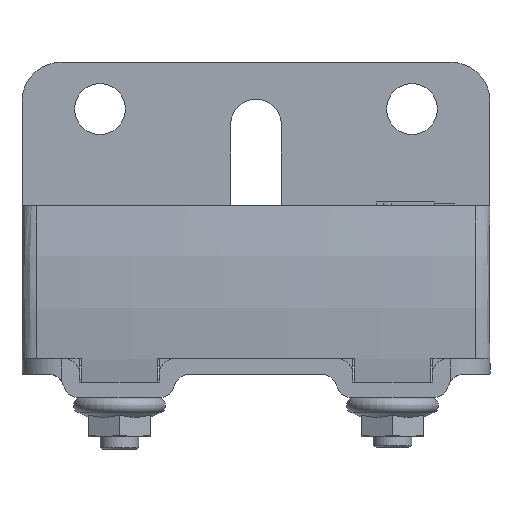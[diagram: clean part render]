
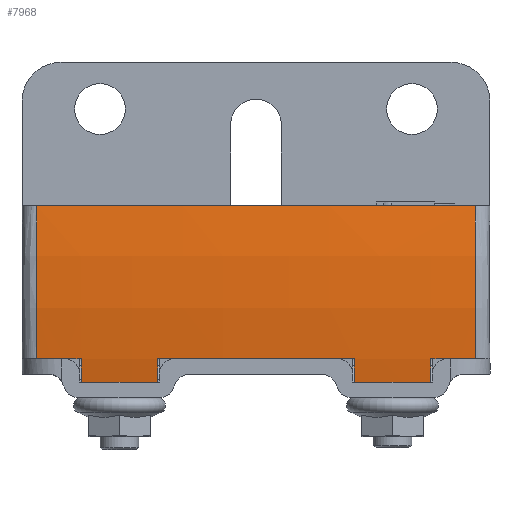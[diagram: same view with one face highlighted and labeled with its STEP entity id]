
A CAD part, front view. The second image highlights one B-rep face of the part: STEP entity #7968.
In plain terms, the highlighted toroidal (fillet/blend) face has major radius 385.02 mm and minor radius 65.48 mm.
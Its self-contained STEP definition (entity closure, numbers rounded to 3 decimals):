
#121=TOROIDAL_SURFACE('',#8599,385.02,65.48);
#292=B_SPLINE_CURVE_WITH_KNOTS('',3,(#13806,#13807,#13808,#13809),
 .UNSPECIFIED.,.F.,.F.,(4,4),(-2.415,-0.511),
 .UNSPECIFIED.);
#293=B_SPLINE_CURVE_WITH_KNOTS('',3,(#13811,#13812,#13813,#13814),
 .UNSPECIFIED.,.F.,.F.,(4,4),(-2.102,-0.198),
 .UNSPECIFIED.);
#294=B_SPLINE_CURVE_WITH_KNOTS('',3,(#13816,#13817,#13818,#13819),
 .UNSPECIFIED.,.F.,.F.,(4,4),(37.739,38.037),
 .UNSPECIFIED.);
#295=B_SPLINE_CURVE_WITH_KNOTS('',3,(#13822,#13823,#13824,#13825),
 .UNSPECIFIED.,.F.,.F.,(4,4),(0.786,1.084),
 .UNSPECIFIED.);
#296=B_SPLINE_CURVE_WITH_KNOTS('',3,(#13827,#13828,#13829,#13830),
 .UNSPECIFIED.,.F.,.F.,(4,4),(-1.084,-0.786),
 .UNSPECIFIED.);
#297=B_SPLINE_CURVE_WITH_KNOTS('',3,(#13833,#13834,#13835,#13836),
 .UNSPECIFIED.,.F.,.F.,(4,4),(0.786,1.084),
 .UNSPECIFIED.);
#986=FACE_OUTER_BOUND('',#1446,.T.);
#1446=EDGE_LOOP('',(#7132,#7133,#7134,#7135,#7136,#7137,#7138,#7139,#7140,
#7141,#7142,#7143));
#3226=CIRCLE('',#8518,449.985);
#3229=CIRCLE('',#8523,449.985);
#3233=CIRCLE('',#8559,449.985);
#3240=CIRCLE('',#8575,449.5);
#3247=CIRCLE('',#8600,449.5);
#3248=CIRCLE('',#8601,449.5);
#3869=VERTEX_POINT('',#13016);
#3870=VERTEX_POINT('',#13066);
#3873=VERTEX_POINT('',#13074);
#3877=VERTEX_POINT('',#13181);
#3927=VERTEX_POINT('',#13402);
#3928=VERTEX_POINT('',#13404);
#3949=VERTEX_POINT('',#13505);
#3950=VERTEX_POINT('',#13555);
#3969=VERTEX_POINT('',#13815);
#3970=VERTEX_POINT('',#13820);
#3971=VERTEX_POINT('',#13826);
#3972=VERTEX_POINT('',#13831);
#4911=EDGE_CURVE('',#3869,#3870,#3226,.T.);
#4919=EDGE_CURVE('',#3877,#3873,#3229,.T.);
#4982=EDGE_CURVE('',#3927,#3928,#3233,.T.);
#5018=EDGE_CURVE('',#3949,#3950,#3240,.T.);
#5060=EDGE_CURVE('',#3950,#3869,#292,.T.);
#5061=EDGE_CURVE('',#3873,#3949,#293,.T.);
#5062=EDGE_CURVE('',#3969,#3877,#294,.T.);
#5063=EDGE_CURVE('',#3970,#3969,#3247,.T.);
#5064=EDGE_CURVE('',#3928,#3970,#295,.T.);
#5065=EDGE_CURVE('',#3971,#3927,#296,.T.);
#5066=EDGE_CURVE('',#3972,#3971,#3248,.T.);
#5067=EDGE_CURVE('',#3870,#3972,#297,.T.);
#7132=ORIENTED_EDGE('',*,*,#5060,.F.);
#7133=ORIENTED_EDGE('',*,*,#5018,.F.);
#7134=ORIENTED_EDGE('',*,*,#5061,.F.);
#7135=ORIENTED_EDGE('',*,*,#4919,.F.);
#7136=ORIENTED_EDGE('',*,*,#5062,.F.);
#7137=ORIENTED_EDGE('',*,*,#5063,.F.);
#7138=ORIENTED_EDGE('',*,*,#5064,.F.);
#7139=ORIENTED_EDGE('',*,*,#4982,.F.);
#7140=ORIENTED_EDGE('',*,*,#5065,.F.);
#7141=ORIENTED_EDGE('',*,*,#5066,.F.);
#7142=ORIENTED_EDGE('',*,*,#5067,.F.);
#7143=ORIENTED_EDGE('',*,*,#4911,.F.);
#7968=ADVANCED_FACE('',(#986),#121,.T.);
#8518=AXIS2_PLACEMENT_3D('',#13067,#10154,#10155);
#8523=AXIS2_PLACEMENT_3D('',#13183,#10167,#10168);
#8559=AXIS2_PLACEMENT_3D('',#13405,#10276,#10277);
#8575=AXIS2_PLACEMENT_3D('',#13556,#10330,#10331);
#8599=AXIS2_PLACEMENT_3D('',#13810,#10400,#10401);
#8600=AXIS2_PLACEMENT_3D('',#13821,#10402,#10403);
#8601=AXIS2_PLACEMENT_3D('',#13832,#10404,#10405);
#10154=DIRECTION('center_axis',(0.,0.,
-1.));
#10155=DIRECTION('ref_axis',(-1.,0.,0.));
#10167=DIRECTION('center_axis',(0.,0.,
-1.));
#10168=DIRECTION('ref_axis',(-1.,0.,0.));
#10276=DIRECTION('center_axis',(0.,0.,
-1.));
#10277=DIRECTION('ref_axis',(-1.,0.,0.));
#10330=DIRECTION('center_axis',(0.,0.,1.));
#10331=DIRECTION('ref_axis',(-1.,0.,0.));
#10400=DIRECTION('center_axis',(0.,0.,-1.));
#10401=DIRECTION('ref_axis',(-1.,0.,0.));
#10402=DIRECTION('center_axis',(0.,0.,-1.));
#10403=DIRECTION('ref_axis',(-1.,0.,0.));
#10404=DIRECTION('center_axis',(0.,0.,-1.));
#10405=DIRECTION('ref_axis',(-1.,0.,0.));
#13016=CARTESIAN_POINT('',(28.124,-11.105,3.2));
#13066=CARTESIAN_POINT('',(22.4,-11.427,3.2));
#13067=CARTESIAN_POINT('Origin',(0.,438.,3.2));
#13074=CARTESIAN_POINT('',(-28.124,-11.105,3.2));
#13181=CARTESIAN_POINT('',(-22.4,-11.427,3.2));
#13183=CARTESIAN_POINT('Origin',(0.,438.,3.2));
#13402=CARTESIAN_POINT('',(12.6,-11.808,3.2));
#13404=CARTESIAN_POINT('',(-12.6,-11.808,3.2));
#13405=CARTESIAN_POINT('Origin',(0.,438.,3.2));
#13505=CARTESIAN_POINT('',(-28.123,-10.619,22.8));
#13555=CARTESIAN_POINT('',(28.123,-10.619,22.8));
#13556=CARTESIAN_POINT('Origin',(0.,438.,22.8));
#13806=CARTESIAN_POINT('Ctrl Pts',(28.123,-10.619,22.8));
#13807=CARTESIAN_POINT('Ctrl Pts',(28.125,-11.762,16.345));
#13808=CARTESIAN_POINT('Ctrl Pts',(28.125,-11.928,9.71));
#13809=CARTESIAN_POINT('Ctrl Pts',(28.124,-11.105,3.2));
#13810=CARTESIAN_POINT('Origin',(0.,438.,11.4));
#13811=CARTESIAN_POINT('Ctrl Pts',(-28.124,-11.105,
3.2));
#13812=CARTESIAN_POINT('Ctrl Pts',(-28.125,-11.928,
9.71));
#13813=CARTESIAN_POINT('Ctrl Pts',(-28.125,-11.762,
16.345));
#13814=CARTESIAN_POINT('Ctrl Pts',(-28.123,-10.619,
22.8));
#13815=CARTESIAN_POINT('',(-22.4,-10.942,0.));
#13816=CARTESIAN_POINT('Ctrl Pts',(-22.4,-10.942,0.));
#13817=CARTESIAN_POINT('Ctrl Pts',(-22.4,-11.13,1.066));
#13818=CARTESIAN_POINT('Ctrl Pts',(-22.4,-11.292,2.135));
#13819=CARTESIAN_POINT('Ctrl Pts',(-22.4,-11.427,3.2));
#13820=CARTESIAN_POINT('',(-12.6,-11.323,0.));
#13821=CARTESIAN_POINT('Origin',(0.,438.,0.));
#13822=CARTESIAN_POINT('Ctrl Pts',(-12.6,-11.808,3.2));
#13823=CARTESIAN_POINT('Ctrl Pts',(-12.6,-11.674,2.135));
#13824=CARTESIAN_POINT('Ctrl Pts',(-12.6,-11.512,1.066));
#13825=CARTESIAN_POINT('Ctrl Pts',(-12.6,-11.323,0.));
#13826=CARTESIAN_POINT('',(12.6,-11.323,0.));
#13827=CARTESIAN_POINT('Ctrl Pts',(12.6,-11.323,0.));
#13828=CARTESIAN_POINT('Ctrl Pts',(12.6,-11.512,1.066));
#13829=CARTESIAN_POINT('Ctrl Pts',(12.6,-11.674,2.135));
#13830=CARTESIAN_POINT('Ctrl Pts',(12.6,-11.808,3.2));
#13831=CARTESIAN_POINT('',(22.4,-10.942,0.));
#13832=CARTESIAN_POINT('Origin',(0.,438.,0.));
#13833=CARTESIAN_POINT('Ctrl Pts',(22.4,-11.427,3.2));
#13834=CARTESIAN_POINT('Ctrl Pts',(22.4,-11.292,2.135));
#13835=CARTESIAN_POINT('Ctrl Pts',(22.4,-11.13,1.066));
#13836=CARTESIAN_POINT('Ctrl Pts',(22.4,-10.942,0.));
